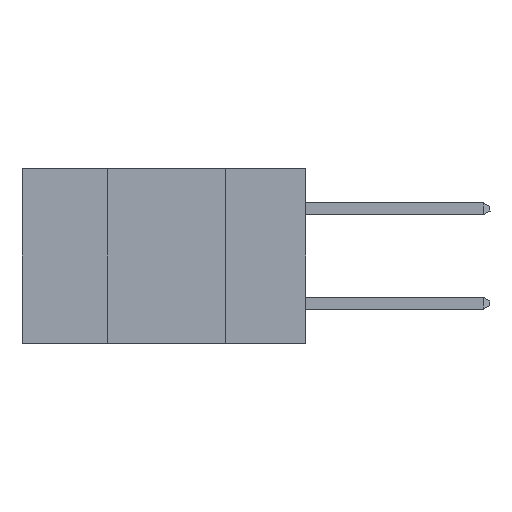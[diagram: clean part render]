
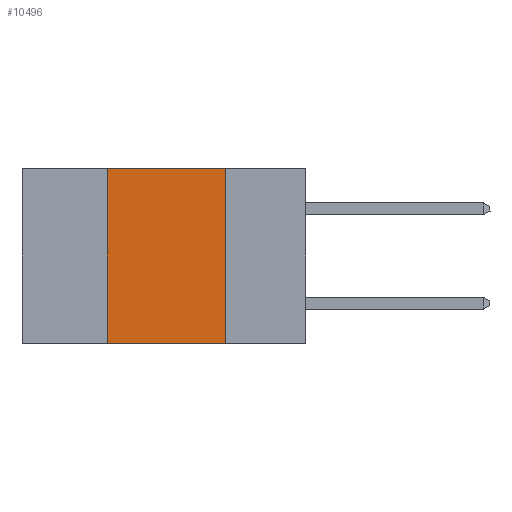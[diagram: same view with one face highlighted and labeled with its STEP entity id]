
A CAD part, left-side view. The second image highlights one B-rep face of the part: STEP entity #10496.
In plain terms, the highlighted planar face has unit normal (-1, 0, 0).
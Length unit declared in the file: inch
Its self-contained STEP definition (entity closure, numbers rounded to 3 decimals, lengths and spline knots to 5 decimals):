
#88 = ORIENTED_EDGE ( 'NONE', *, *, #7383, .T. ) ;
#123 = DIRECTION ( 'NONE',  ( 0., -1., 0. ) ) ;
#258 = DIRECTION ( 'NONE',  ( 1., 0., 0. ) ) ;
#271 = FACE_OUTER_BOUND ( 'NONE', #9647, .T. ) ;
#736 = CARTESIAN_POINT ( 'NONE',  ( 0., 0.17, 0. ) ) ;
#1025 = DIRECTION ( 'NONE',  ( 0., 0., 1. ) ) ;
#1438 = VECTOR ( 'NONE', #11307, 39.37008 ) ;
#1736 = EDGE_CURVE ( 'NONE', #7375, #10747, #4288, .T. ) ;
#1960 = DIRECTION ( 'NONE',  ( 0., 0., -1. ) ) ;
#2689 = LINE ( 'NONE', #6996, #4761 ) ;
#2733 = VECTOR ( 'NONE', #123, 39.37008 ) ;
#2843 = PLANE ( 'NONE',  #4424 ) ;
#3549 = DIRECTION ( 'NONE',  ( 0., -1., 0. ) ) ;
#4288 = LINE ( 'NONE', #7979, #8607 ) ;
#4325 = LINE ( 'NONE', #6837, #1438 ) ;
#4424 = AXIS2_PLACEMENT_3D ( 'NONE', #5497, #258, #1960 ) ;
#4582 = VERTEX_POINT ( 'NONE', #9233 ) ;
#4761 = VECTOR ( 'NONE', #3549, 39.37008 ) ;
#5497 = CARTESIAN_POINT ( 'NONE',  ( 0., 0.6, 0. ) ) ;
#5750 = LINE ( 'NONE', #7120, #2733 ) ;
#6304 = CARTESIAN_POINT ( 'NONE',  ( 0., 0.42, -0.37 ) ) ;
#6517 = CARTESIAN_POINT ( 'NONE',  ( 0., 0.42, 0. ) ) ;
#6562 = EDGE_CURVE ( 'NONE', #8120, #4582, #4325, .T. ) ;
#6837 = CARTESIAN_POINT ( 'NONE',  ( 0., 0.17, 0. ) ) ;
#6996 = CARTESIAN_POINT ( 'NONE',  ( 0., 0.6, 0. ) ) ;
#7120 = CARTESIAN_POINT ( 'NONE',  ( 0., 0.6, -0.37 ) ) ;
#7375 = VERTEX_POINT ( 'NONE', #6304 ) ;
#7383 = EDGE_CURVE ( 'NONE', #7375, #4582, #5750, .T. ) ;
#7979 = CARTESIAN_POINT ( 'NONE',  ( 0., 0.42, 0. ) ) ;
#8120 = VERTEX_POINT ( 'NONE', #736 ) ;
#8607 = VECTOR ( 'NONE', #1025, 39.37008 ) ;
#9233 = CARTESIAN_POINT ( 'NONE',  ( 0., 0.17, -0.37 ) ) ;
#9647 = EDGE_LOOP ( 'NONE', ( #10195, #10504, #9782, #88 ) ) ;
#9782 = ORIENTED_EDGE ( 'NONE', *, *, #1736, .F. ) ;
#9931 = EDGE_CURVE ( 'NONE', #10747, #8120, #2689, .T. ) ;
#10195 = ORIENTED_EDGE ( 'NONE', *, *, #6562, .F. ) ;
#10496 = ADVANCED_FACE ( 'NONE', ( #271 ), #2843, .F. ) ;
#10504 = ORIENTED_EDGE ( 'NONE', *, *, #9931, .F. ) ;
#10747 = VERTEX_POINT ( 'NONE', #6517 ) ;
#11307 = DIRECTION ( 'NONE',  ( 0., 0., -1. ) ) ;
